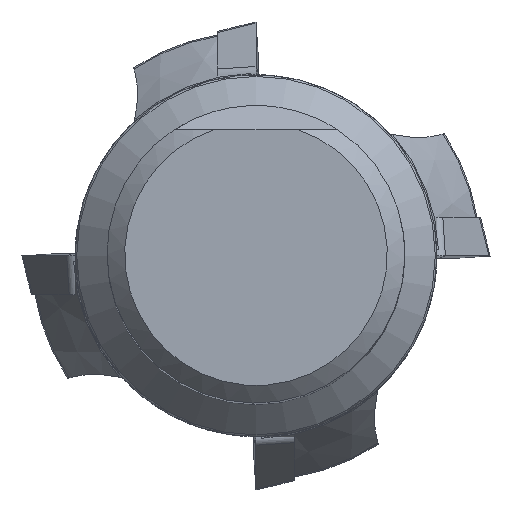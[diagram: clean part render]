
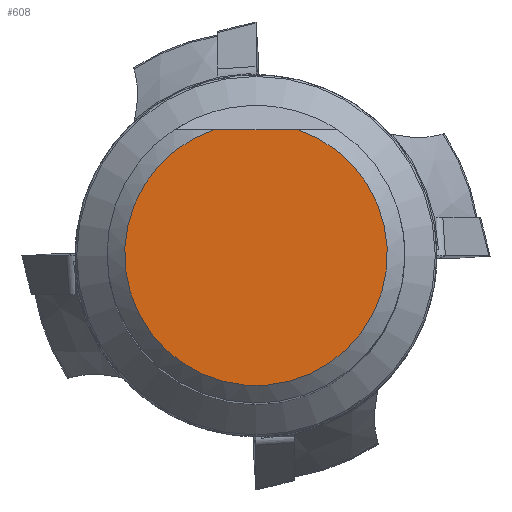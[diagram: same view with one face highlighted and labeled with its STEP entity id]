
A CAD part, top view. The second image highlights one B-rep face of the part: STEP entity #608.
In plain terms, the highlighted planar face has unit normal (0, 0, 1).
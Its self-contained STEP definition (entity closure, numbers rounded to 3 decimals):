
#399=FACE_OUTER_BOUND('',#985,.T.);
#608=ADVANCED_FACE('',(#399),#800,.F.);
#800=PLANE('',#4316);
#985=EDGE_LOOP('',(#2089,#2090));
#1462=LINE('',#6543,#1638);
#1638=VECTOR('',#4839,1.);
#2089=ORIENTED_EDGE('',*,*,#3568,.F.);
#2090=ORIENTED_EDGE('',*,*,#3569,.T.);
#3136=VERTEX_POINT('',#6541);
#3137=VERTEX_POINT('',#6542);
#3568=EDGE_CURVE('',#3136,#3137,#4046,.T.);
#3569=EDGE_CURVE('',#3136,#3137,#1462,.T.);
#4046=CIRCLE('',#4315,11.197);
#4315=AXIS2_PLACEMENT_3D('',#6540,#4837,#4838);
#4316=AXIS2_PLACEMENT_3D('',#6544,#4840,#4841);
#4837=DIRECTION('',(0.,0.,-1.));
#4838=DIRECTION('',(-1.,0.,0.));
#4839=DIRECTION('',(-1.,0.,0.));
#4840=DIRECTION('',(0.,0.,-1.));
#4841=DIRECTION('',(-1.,0.,0.));
#6540=CARTESIAN_POINT('',(0.,0.,0.));
#6541=CARTESIAN_POINT('',(3.597,10.603,0.));
#6542=CARTESIAN_POINT('',(-3.597,10.603,0.));
#6543=CARTESIAN_POINT('',(0.,10.603,0.));
#6544=CARTESIAN_POINT('',(0.,0.,0.));
